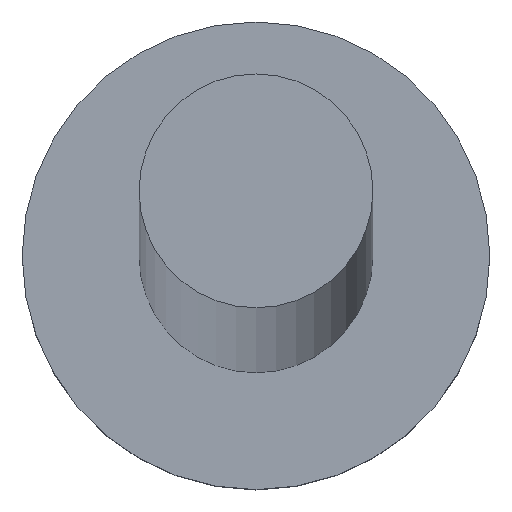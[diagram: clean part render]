
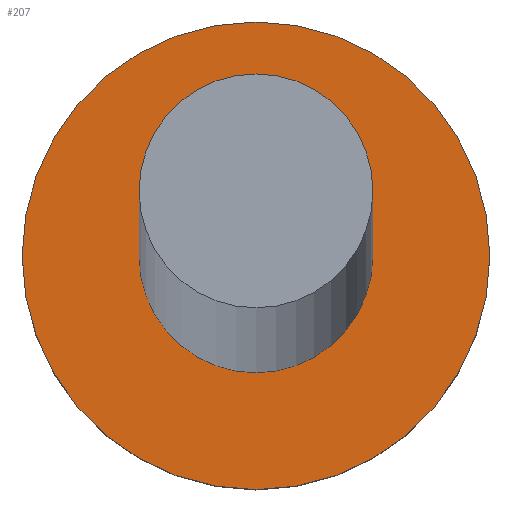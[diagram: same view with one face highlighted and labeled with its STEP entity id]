
A CAD part, top view. The second image highlights one B-rep face of the part: STEP entity #207.
In plain terms, the highlighted planar face has unit normal (0, 0, 1).
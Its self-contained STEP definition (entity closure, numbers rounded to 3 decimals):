
#6 = AXIS2_PLACEMENT_3D ( 'NONE', #140, #225, #77 ) ;
#17 = FACE_BOUND ( 'NONE', #245, .T. ) ;
#18 = EDGE_CURVE ( 'NONE', #97, #223, #205, .T. ) ;
#24 = CARTESIAN_POINT ( 'NONE',  ( 0., 0., 2. ) ) ;
#31 = EDGE_LOOP ( 'NONE', ( #162, #88 ) ) ;
#32 = CIRCLE ( 'NONE', #234, 2.5 ) ;
#44 = DIRECTION ( 'NONE',  ( 0., 0., 1. ) ) ;
#51 = CARTESIAN_POINT ( 'NONE',  ( 1.25, 0., 2. ) ) ;
#53 = CARTESIAN_POINT ( 'NONE',  ( -2.5, 0., 2. ) ) ;
#54 = EDGE_CURVE ( 'NONE', #200, #95, #32, .T. ) ;
#60 = ORIENTED_EDGE ( 'NONE', *, *, #255, .F. ) ;
#63 = AXIS2_PLACEMENT_3D ( 'NONE', #24, #131, #214 ) ;
#71 = ORIENTED_EDGE ( 'NONE', *, *, #18, .F. ) ;
#77 = DIRECTION ( 'NONE',  ( 1., 0., 0. ) ) ;
#82 = AXIS2_PLACEMENT_3D ( 'NONE', #187, #167, #168 ) ;
#87 = FACE_OUTER_BOUND ( 'NONE', #31, .T. ) ;
#88 = ORIENTED_EDGE ( 'NONE', *, *, #186, .T. ) ;
#95 = VERTEX_POINT ( 'NONE', #181 ) ;
#97 = VERTEX_POINT ( 'NONE', #250 ) ;
#115 = PLANE ( 'NONE',  #147 ) ;
#122 = DIRECTION ( 'NONE',  ( 1., 0., 0. ) ) ;
#131 = DIRECTION ( 'NONE',  ( 0., 0., 1. ) ) ;
#135 = CARTESIAN_POINT ( 'NONE',  ( 0., 0., 2. ) ) ;
#140 = CARTESIAN_POINT ( 'NONE',  ( 0., 0., 2. ) ) ;
#147 = AXIS2_PLACEMENT_3D ( 'NONE', #135, #172, #219 ) ;
#162 = ORIENTED_EDGE ( 'NONE', *, *, #54, .T. ) ;
#167 = DIRECTION ( 'NONE',  ( 0., 0., 1. ) ) ;
#168 = DIRECTION ( 'NONE',  ( 1., 0., 0. ) ) ;
#172 = DIRECTION ( 'NONE',  ( 0., 0., 1. ) ) ;
#181 = CARTESIAN_POINT ( 'NONE',  ( 2.5, 0., 2. ) ) ;
#184 = CIRCLE ( 'NONE', #6, 2.5 ) ;
#186 = EDGE_CURVE ( 'NONE', #95, #200, #184, .T. ) ;
#187 = CARTESIAN_POINT ( 'NONE',  ( 0., 0., 2. ) ) ;
#200 = VERTEX_POINT ( 'NONE', #53 ) ;
#205 = CIRCLE ( 'NONE', #82, 1.25 ) ;
#207 = ADVANCED_FACE ( 'NONE', ( #17, #87 ), #115, .T. ) ;
#214 = DIRECTION ( 'NONE',  ( 1., 0., 0. ) ) ;
#219 = DIRECTION ( 'NONE',  ( 1., 0., 0. ) ) ;
#222 = CIRCLE ( 'NONE', #63, 1.25 ) ;
#223 = VERTEX_POINT ( 'NONE', #51 ) ;
#225 = DIRECTION ( 'NONE',  ( 0., 0., 1. ) ) ;
#232 = CARTESIAN_POINT ( 'NONE',  ( 0., 0., 2. ) ) ;
#234 = AXIS2_PLACEMENT_3D ( 'NONE', #232, #44, #122 ) ;
#245 = EDGE_LOOP ( 'NONE', ( #71, #60 ) ) ;
#250 = CARTESIAN_POINT ( 'NONE',  ( -1.25, 0., 2. ) ) ;
#255 = EDGE_CURVE ( 'NONE', #223, #97, #222, .T. ) ;
